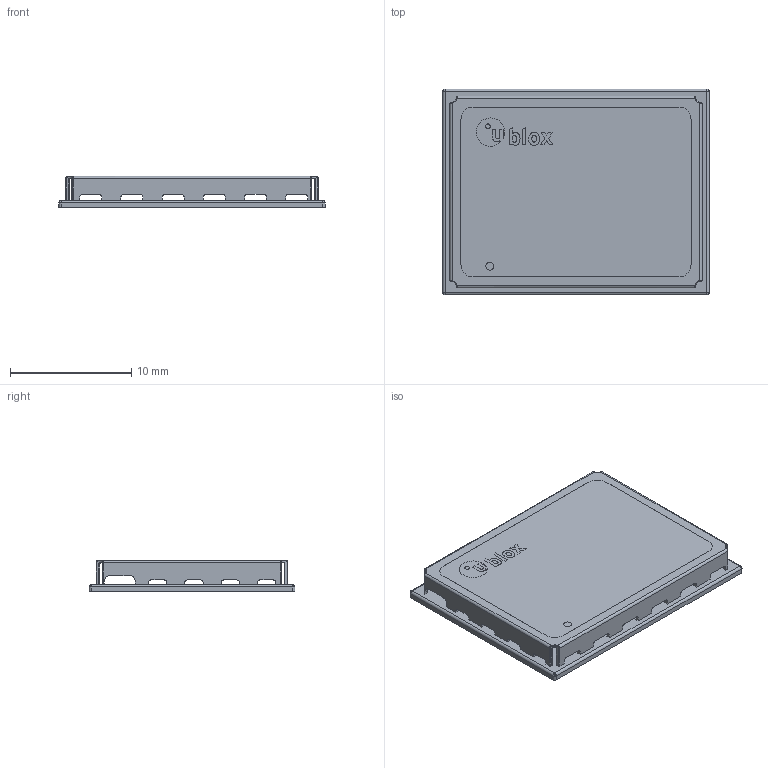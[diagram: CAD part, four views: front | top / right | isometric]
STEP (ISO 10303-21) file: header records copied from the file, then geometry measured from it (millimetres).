
FILE_DESCRIPTION (( 'STEP AP214' ), '1' );
FILE_NAME ('ZED-F9P-15B.STEP', '2024-03-26T07:44:37', ( '' ), ( '' ), 'SwSTEP 2.0', 'SolidWorks 2016', '' );
FILE_SCHEMA (( 'AUTOMOTIVE_DESIGN' ));
Length unit declared in the file: millimetre
Products named in the file (11): 5; 1; ZED-F9P-15B; 9; Ublox logo adjustable; 8; 7; 3; 4; 2; 6
Assembly tree (82 placements, depth 2):
  ZED-F9P-15B
    1
    5
    6
    2  x48
    4  x14
    3  x13
    7
    8
    Ublox logo adjustable
    9
Bounding box: 22 x 17 x 2.6 mm (x, y, z)
Volume: 321.1 mm3; surface area: 3402.9 mm2
Topology: 113 solids, 113 shells, 1467 faces, 3388 edges, 2243 vertices
Faces by surface type: plane 1296, cylinder 95, bspline 76
Entity records: 37944 total; most frequent: CARTESIAN_POINT 6394, ORIENTED_EDGE 4432, DIRECTION 4003, EDGE_CURVE 2216, VECTOR 1869, LINE 1869, VERTEX_POINT 1467, AXIS2_PLACEMENT_3D 1067
